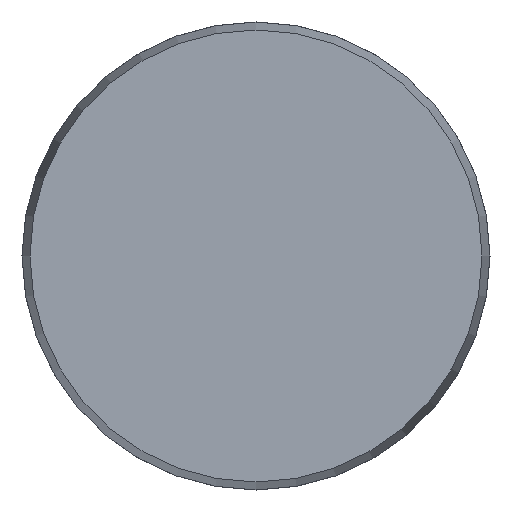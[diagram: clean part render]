
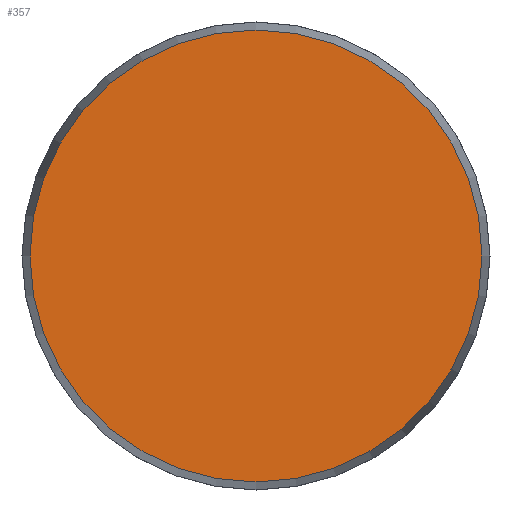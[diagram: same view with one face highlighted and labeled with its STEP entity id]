
A CAD part, front view. The second image highlights one B-rep face of the part: STEP entity #357.
In plain terms, the highlighted planar face has unit normal (0, -1, 0).
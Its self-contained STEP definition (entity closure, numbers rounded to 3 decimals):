
#38 = CARTESIAN_POINT ( 'NONE',  ( -24.143, 0., 0. ) ) ;
#57 = ORIENTED_EDGE ( 'NONE', *, *, #611, .T. ) ;
#249 = CARTESIAN_POINT ( 'NONE',  ( 0., 0., -24.143 ) ) ;
#295 = DIRECTION ( 'NONE',  ( 0., 0., 1. ) ) ;
#357 = ADVANCED_FACE ( 'NONE', ( #612 ), #798, .F. ) ;
#384 = CIRCLE ( 'NONE', #398, 24.143 ) ;
#398 = AXIS2_PLACEMENT_3D ( 'NONE', #650, #518, #522 ) ;
#505 = EDGE_LOOP ( 'NONE', ( #57 ) ) ;
#518 = DIRECTION ( 'NONE',  ( 0., -1., 0. ) ) ;
#522 = DIRECTION ( 'NONE',  ( 0., 0., -1. ) ) ;
#540 = AXIS2_PLACEMENT_3D ( 'NONE', #38, #735, #295 ) ;
#611 = EDGE_CURVE ( 'NONE', #681, #681, #384, .T. ) ;
#612 = FACE_OUTER_BOUND ( 'NONE', #505, .T. ) ;
#650 = CARTESIAN_POINT ( 'NONE',  ( 0., 0., 0. ) ) ;
#681 = VERTEX_POINT ( 'NONE', #249 ) ;
#735 = DIRECTION ( 'NONE',  ( 0., 1., 0. ) ) ;
#798 = PLANE ( 'NONE',  #540 ) ;
